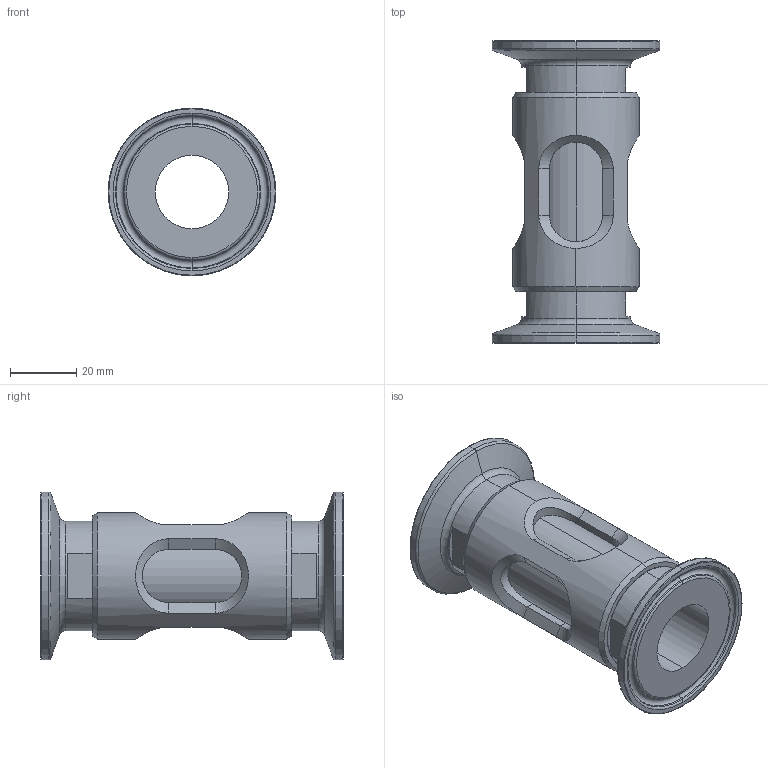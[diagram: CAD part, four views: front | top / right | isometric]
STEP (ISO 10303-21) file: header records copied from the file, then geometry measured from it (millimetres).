
FILE_DESCRIPTION (( 'STEP AP214' ), '1' );
FILE_NAME ('SG.SV.100 BLOCK.STEP', '2020-03-27T10:42:06', ( '' ), ( '' ), 'SwSTEP 2.0', 'SolidWorks 2019', '' );
FILE_SCHEMA (( 'AUTOMOTIVE_DESIGN' ));
Length unit declared in the file: millimetre
Products named in the file (1): SG.SV.100 BLOCK
Bounding box: 50.5 x 91 x 50.5 mm (x, y, z)
Volume: 54872.9 mm3; surface area: 34482 mm2
Topology: 4 solids, 4 shells, 142 faces, 332 edges, 200 vertices
Faces by surface type: plane 46, cylinder 40, cone 24, torus 24, bspline 8
Entity records: 6183 total; most frequent: CARTESIAN_POINT 2695, DIRECTION 706, ORIENTED_EDGE 664, EDGE_CURVE 332, AXIS2_PLACEMENT_3D 287, VERTEX_POINT 200, EDGE_LOOP 160, CIRCLE 152
